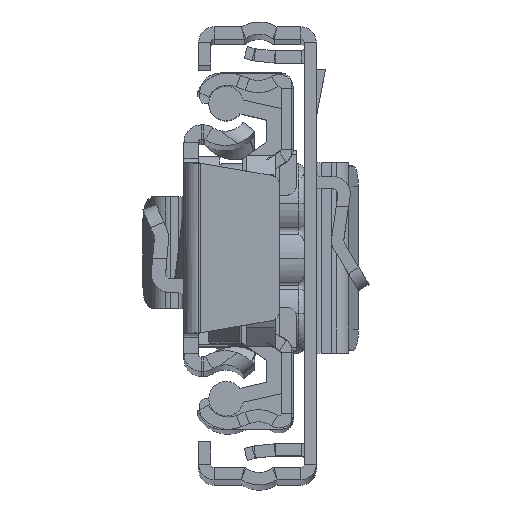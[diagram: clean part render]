
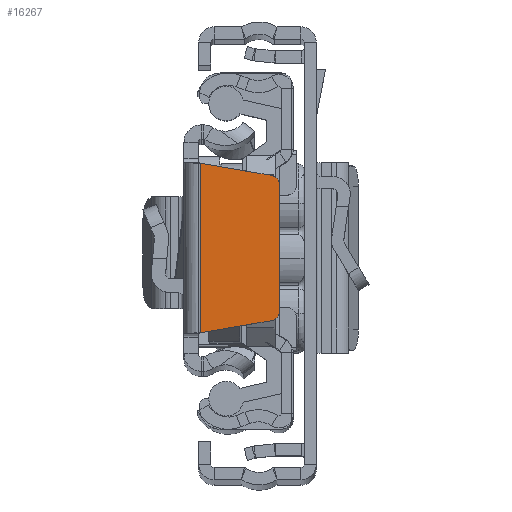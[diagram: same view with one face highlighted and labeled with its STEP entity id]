
A CAD part, top view. The second image highlights one B-rep face of the part: STEP entity #16267.
In plain terms, the highlighted planar face has unit normal (0, 0, 1).
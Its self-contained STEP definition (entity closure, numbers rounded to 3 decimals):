
#256 = LINE ( 'NONE', #17379, #8921 ) ;
#643 = VERTEX_POINT ( 'NONE', #7782 ) ;
#1694 = VECTOR ( 'NONE', #10822, 1000. ) ;
#2470 = AXIS2_PLACEMENT_3D ( 'NONE', #11680, #10357, #5471 ) ;
#2993 = EDGE_CURVE ( 'NONE', #16174, #17488, #4368, .T. ) ;
#3302 = ORIENTED_EDGE ( 'NONE', *, *, #17325, .T. ) ;
#3669 = DIRECTION ( 'NONE',  ( 0., 0., -1. ) ) ;
#4197 = CARTESIAN_POINT ( 'NONE',  ( 1.6, -8.333, 0. ) ) ;
#4368 = CIRCLE ( 'NONE', #16478, 1. ) ;
#4595 = EDGE_CURVE ( 'NONE', #5467, #643, #16007, .T. ) ;
#4761 = CARTESIAN_POINT ( 'NONE',  ( 8.568, -7.142, 0. ) ) ;
#5347 = EDGE_CURVE ( 'NONE', #643, #6142, #256, .T. ) ;
#5467 = VERTEX_POINT ( 'NONE', #16075 ) ;
#5471 = DIRECTION ( 'NONE',  ( 1., 0., 0. ) ) ;
#5663 = EDGE_CURVE ( 'NONE', #9199, #16174, #20473, .T. ) ;
#6142 = VERTEX_POINT ( 'NONE', #7427 ) ;
#6310 = VECTOR ( 'NONE', #21162, 1000. ) ;
#7427 = CARTESIAN_POINT ( 'NONE',  ( 1.6, 8.333, 0. ) ) ;
#7782 = CARTESIAN_POINT ( 'NONE',  ( 8.568, 7.142, 0. ) ) ;
#7942 = VECTOR ( 'NONE', #14294, 1000. ) ;
#7964 = AXIS2_PLACEMENT_3D ( 'NONE', #11912, #3669, #10275 ) ;
#8921 = VECTOR ( 'NONE', #15737, 1000. ) ;
#9015 = ORIENTED_EDGE ( 'NONE', *, *, #2993, .T. ) ;
#9036 = ORIENTED_EDGE ( 'NONE', *, *, #9065, .T. ) ;
#9065 = EDGE_CURVE ( 'NONE', #17488, #5467, #11491, .T. ) ;
#9199 = VERTEX_POINT ( 'NONE', #19960 ) ;
#10275 = DIRECTION ( 'NONE',  ( 1., 0., 0. ) ) ;
#10357 = DIRECTION ( 'NONE',  ( 0., 0., 1. ) ) ;
#10703 = LINE ( 'NONE', #4197, #7942 ) ;
#10822 = DIRECTION ( 'NONE',  ( 0.986, 0.168, 0. ) ) ;
#11491 = LINE ( 'NONE', #14656, #6310 ) ;
#11680 = CARTESIAN_POINT ( 'NONE',  ( 8.4, 6.156, 0. ) ) ;
#11827 = DIRECTION ( 'NONE',  ( 0., 0., 1. ) ) ;
#11912 = CARTESIAN_POINT ( 'NONE',  ( 8.4, 6.156, 0. ) ) ;
#14087 = CARTESIAN_POINT ( 'NONE',  ( 8.568, -7.142, 0. ) ) ;
#14294 = DIRECTION ( 'NONE',  ( 0., -1., 0. ) ) ;
#14656 = CARTESIAN_POINT ( 'NONE',  ( 9.4, 6.156, 0. ) ) ;
#14998 = EDGE_LOOP ( 'NONE', ( #3302, #19362, #9015, #9036, #19647, #20963 ) ) ;
#15385 = FACE_OUTER_BOUND ( 'NONE', #14998, .T. ) ;
#15486 = PLANE ( 'NONE',  #7964 ) ;
#15737 = DIRECTION ( 'NONE',  ( -0.986, 0.168, 0. ) ) ;
#15756 = CARTESIAN_POINT ( 'NONE',  ( 9.4, -6.156, 0. ) ) ;
#16007 = CIRCLE ( 'NONE', #2470, 1. ) ;
#16075 = CARTESIAN_POINT ( 'NONE',  ( 9.4, 6.156, 0. ) ) ;
#16174 = VERTEX_POINT ( 'NONE', #4761 ) ;
#16267 = ADVANCED_FACE ( 'NONE', ( #15385 ), #15486, .F. ) ;
#16478 = AXIS2_PLACEMENT_3D ( 'NONE', #16824, #11827, #19866 ) ;
#16824 = CARTESIAN_POINT ( 'NONE',  ( 8.4, -6.156, 0. ) ) ;
#17325 = EDGE_CURVE ( 'NONE', #6142, #9199, #10703, .T. ) ;
#17379 = CARTESIAN_POINT ( 'NONE',  ( 1.5, 8.35, 0. ) ) ;
#17488 = VERTEX_POINT ( 'NONE', #15756 ) ;
#19362 = ORIENTED_EDGE ( 'NONE', *, *, #5663, .T. ) ;
#19647 = ORIENTED_EDGE ( 'NONE', *, *, #4595, .T. ) ;
#19866 = DIRECTION ( 'NONE',  ( 1., 0., 0. ) ) ;
#19960 = CARTESIAN_POINT ( 'NONE',  ( 1.6, -8.333, 0. ) ) ;
#20473 = LINE ( 'NONE', #14087, #1694 ) ;
#20963 = ORIENTED_EDGE ( 'NONE', *, *, #5347, .T. ) ;
#21162 = DIRECTION ( 'NONE',  ( 0., 1., 0. ) ) ;
